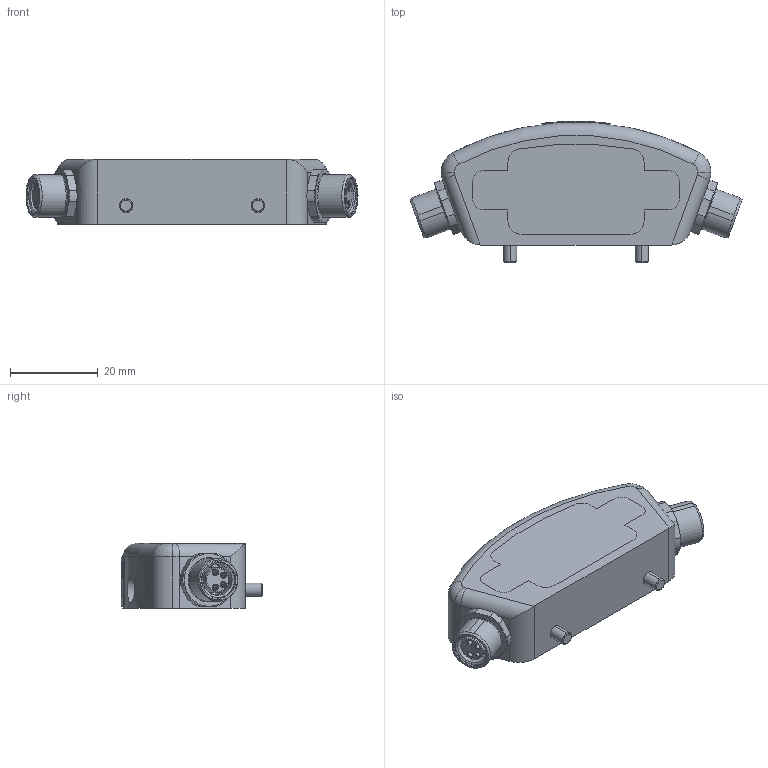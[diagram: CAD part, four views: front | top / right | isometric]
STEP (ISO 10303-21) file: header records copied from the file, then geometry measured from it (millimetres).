
FILE_DESCRIPTION (( 'STEP AP214' ), '1' );
FILE_NAME ('P1213.STEP', '2026-03-05T06:58:22', ( '' ), ( '' ), 'SwSTEP 2.0', 'SolidWorks 2024', '' );
FILE_SCHEMA (( 'AUTOMOTIVE_DESIGN' ));
Length unit declared in the file: millimetre
Products named in the file (1): P1213
Bounding box: 75.59 x 32.2 x 14.8 mm (x, y, z)
Volume: 21633.6 mm3; surface area: 15252.4 mm2
Topology: 22 solids, 26 shells, 782 faces, 1847 edges, 1161 vertices
Faces by surface type: cylinder 316, plane 243, cone 126, torus 49, bspline 48
Entity records: 38483 total; most frequent: CARTESIAN_POINT 11580, DIRECTION 3854, ORIENTED_EDGE 3686, EDGE_CURVE 1843, AXIS2_PLACEMENT_3D 1575, VERTEX_POINT 1161, EDGE_LOOP 884, CIRCLE 840
